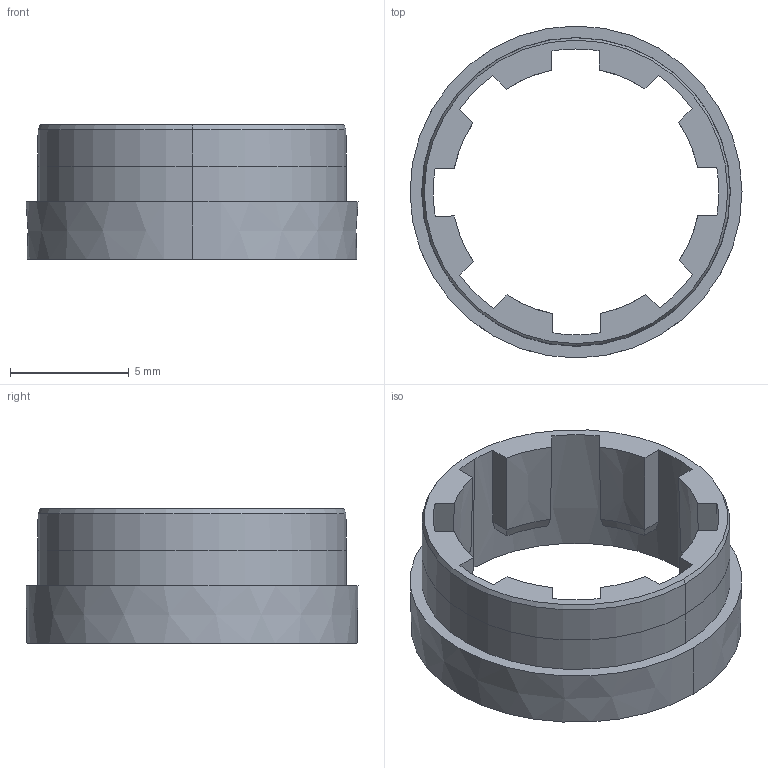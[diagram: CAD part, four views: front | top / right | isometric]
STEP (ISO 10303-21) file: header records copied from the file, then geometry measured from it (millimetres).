
FILE_DESCRIPTION(/* description */ (''),/* implementation_level */ '2;1');
FILE_NAME(/* name */ 'amt103-v_22.ipt.stp',/* time_stamp */ '2016-01-07T16:42:46-08:00',/* author */ ('Autodesk Inc.'),/* organization */ ('Autodesk Inc.'),/* preprocessor_version */ 'ST-DEVELOPER v16.1',/* originating_system */ 'Autodesk Inventor 2016',/* authorisation */ '');
FILE_SCHEMA (('AUTOMOTIVE_DESIGN { 1 0 10303 214 3 1 1 }'));
Length unit declared in the file: millimetre
Products named in the file (1): amt103-v_22
Bounding box: 14 x 14 x 5.67 mm (x, y, z)
Volume: 206.7 mm3; surface area: 586.3 mm2
Topology: 1 solids, 1 shells, 69 faces, 178 edges, 112 vertices
Faces by surface type: plane 43, cone 24, cylinder 2
Entity records: 2164 total; most frequent: CARTESIAN_POINT 552, ORIENTED_EDGE 356, DIRECTION 310, EDGE_CURVE 178, AXIS2_PLACEMENT_3D 126, VERTEX_POINT 112, EDGE_LOOP 72, FACE_OUTER_BOUND 69
